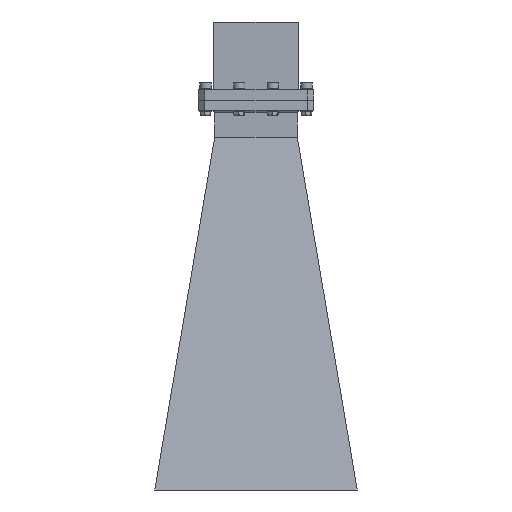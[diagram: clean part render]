
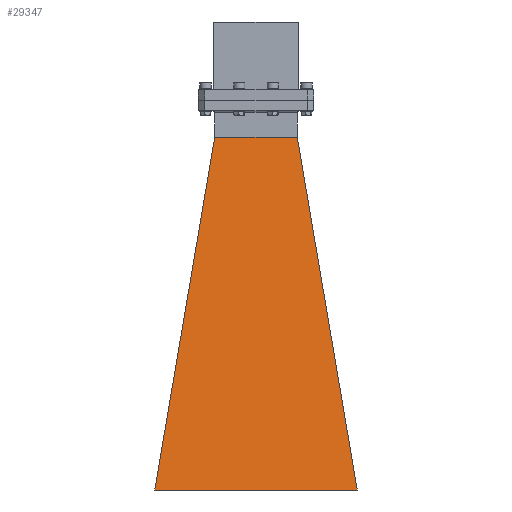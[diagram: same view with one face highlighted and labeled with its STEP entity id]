
A CAD part, front view. The second image highlights one B-rep face of the part: STEP entity #29347.
In plain terms, the highlighted planar face has unit normal (0, -0.989, 0.15).
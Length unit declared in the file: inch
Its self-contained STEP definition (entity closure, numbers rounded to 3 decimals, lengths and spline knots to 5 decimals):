
#438 = VERTEX_POINT ( 'NONE', #24008 ) ;
#1677 = EDGE_CURVE ( 'NONE', #438, #30374, #24202, .T. ) ;
#2250 = CARTESIAN_POINT ( 'NONE',  ( 0.996, -0.496, -0.9 ) ) ;
#2863 = CARTESIAN_POINT ( 'NONE',  ( -2.44, -1.785, -9.4 ) ) ;
#2872 = CARTESIAN_POINT ( 'NONE',  ( -0.996, -0.496, -0.9 ) ) ;
#3868 = CARTESIAN_POINT ( 'NONE',  ( 2.44, -1.785, -9.4 ) ) ;
#5183 = CARTESIAN_POINT ( 'NONE',  ( -0.996, -0.496, -0.9 ) ) ;
#5932 = DIRECTION ( 'NONE',  ( 1., 0., 0. ) ) ;
#8341 = CARTESIAN_POINT ( 'NONE',  ( 0.996, -0.496, -0.9 ) ) ;
#9621 = ORIENTED_EDGE ( 'NONE', *, *, #10401, .T. ) ;
#10255 = FACE_OUTER_BOUND ( 'NONE', #15515, .T. ) ;
#10401 = EDGE_CURVE ( 'NONE', #12145, #438, #21475, .T. ) ;
#11810 = DIRECTION ( 'NONE',  ( -0.166, 0.148, 0.975 ) ) ;
#12145 = VERTEX_POINT ( 'NONE', #2863 ) ;
#15515 = EDGE_LOOP ( 'NONE', ( #34671, #31866, #27250, #9621 ) ) ;
#16090 = B_SPLINE_CURVE_WITH_KNOTS ( 'NONE', 3,
 ( #8341, #30181, #24388, #2872 ),
 .UNSPECIFIED., .F., .F.,
 ( 4, 4 ),
 ( 0., 1. ),
 .UNSPECIFIED. ) ;
#16259 = DIRECTION ( 'NONE',  ( 0., -0.989, 0.15 ) ) ;
#19621 = CARTESIAN_POINT ( 'NONE',  ( -2.44, -1.785, -9.4 ) ) ;
#20626 = AXIS2_PLACEMENT_3D ( 'NONE', #26813, #16259, #34941 ) ;
#21067 = VECTOR ( 'NONE', #5932, 39.37008 ) ;
#21475 = LINE ( 'NONE', #19621, #21067 ) ;
#23360 = VECTOR ( 'NONE', #11810, 39.37008 ) ;
#23830 = EDGE_CURVE ( 'NONE', #12145, #33623, #31115, .T. ) ;
#24008 = CARTESIAN_POINT ( 'NONE',  ( 2.44, -1.785, -9.4 ) ) ;
#24202 = LINE ( 'NONE', #3868, #23360 ) ;
#24388 = CARTESIAN_POINT ( 'NONE',  ( -0.332, -0.496, -0.9 ) ) ;
#24391 = DIRECTION ( 'NONE',  ( 0.166, 0.148, 0.975 ) ) ;
#26813 = CARTESIAN_POINT ( 'NONE',  ( 0., -0.35144, 0.05329 ) ) ;
#27250 = ORIENTED_EDGE ( 'NONE', *, *, #23830, .F. ) ;
#28858 = EDGE_CURVE ( 'NONE', #30374, #33623, #16090, .T. ) ;
#29347 = ADVANCED_FACE ( 'NONE', ( #10255 ), #34835, .T. ) ;
#30181 = CARTESIAN_POINT ( 'NONE',  ( 0.332, -0.496, -0.9 ) ) ;
#30302 = CARTESIAN_POINT ( 'NONE',  ( -2.44, -1.785, -9.4 ) ) ;
#30374 = VERTEX_POINT ( 'NONE', #2250 ) ;
#31115 = LINE ( 'NONE', #30302, #34046 ) ;
#31866 = ORIENTED_EDGE ( 'NONE', *, *, #28858, .T. ) ;
#33623 = VERTEX_POINT ( 'NONE', #5183 ) ;
#34046 = VECTOR ( 'NONE', #24391, 39.37008 ) ;
#34671 = ORIENTED_EDGE ( 'NONE', *, *, #1677, .T. ) ;
#34835 = PLANE ( 'NONE',  #20626 ) ;
#34941 = DIRECTION ( 'NONE',  ( 0., -0.15, -0.989 ) ) ;
